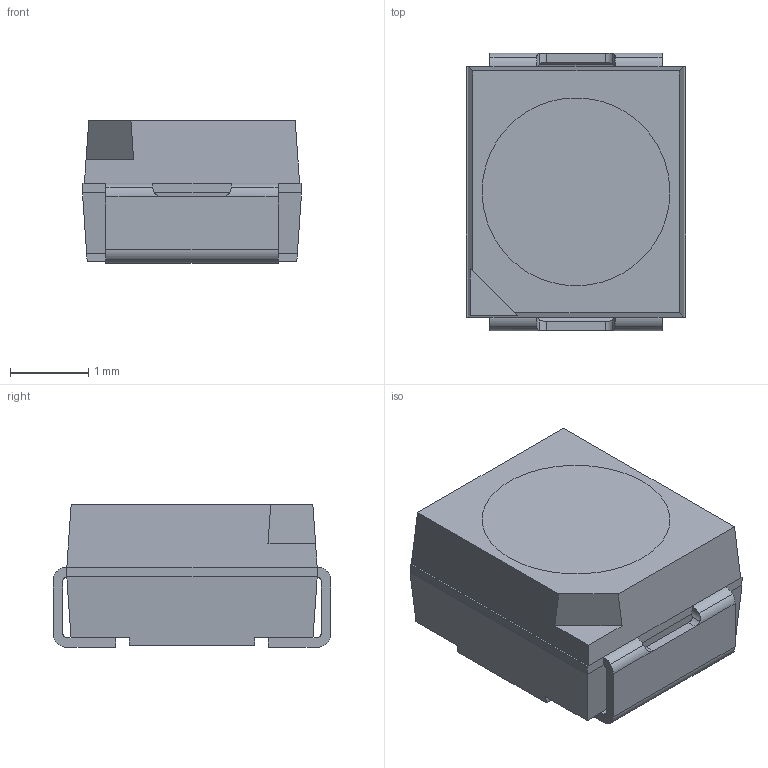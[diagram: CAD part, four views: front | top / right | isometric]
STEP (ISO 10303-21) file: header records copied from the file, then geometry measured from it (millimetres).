
FILE_DESCRIPTION (( 'STEP AP203' ), '1' );
FILE_NAME ('LV_T67C_190608_geometry.STEP', '2008-06-19T15:16:15', ( 'Standard Client V2.0.0' ), ( 'OSRAM Opto Semiconductors' ), 'SwSTEP 2.0', 'SolidWorks 2007', '' );
FILE_SCHEMA (( 'CONFIG_CONTROL_DESIGN' ));
Length unit declared in the file: millimetre
Products named in the file (1): LV_T67C_190608_geometry
Bounding box: 2.8 x 3.55 x 1.82 mm (x, y, z)
Volume: 15.7 mm3; surface area: 48 mm2
Topology: 1 solids, 1 shells, 86 faces, 228 edges, 138 vertices
Faces by surface type: plane 48, cylinder 31, bspline 3, cone 2, torus 2
Entity records: 2934 total; most frequent: CARTESIAN_POINT 752, ORIENTED_EDGE 456, DIRECTION 422, EDGE_CURVE 228, VECTOR 148, LINE 148, VERTEX_POINT 138, AXIS2_PLACEMENT_3D 137
